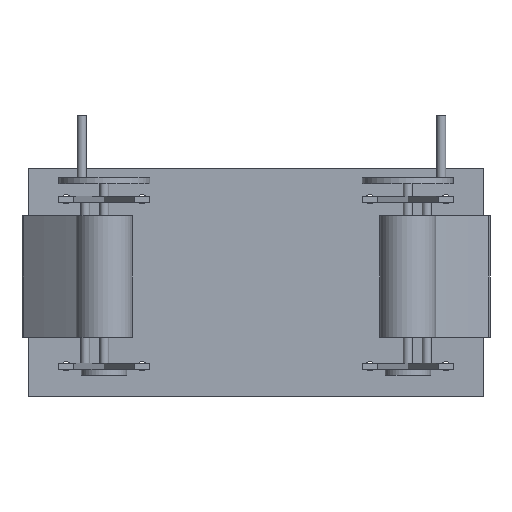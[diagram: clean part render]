
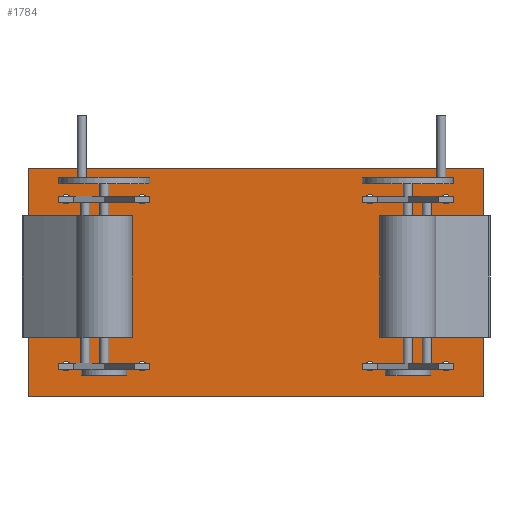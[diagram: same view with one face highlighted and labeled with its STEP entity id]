
A CAD part, front view. The second image highlights one B-rep face of the part: STEP entity #1784.
In plain terms, the highlighted planar face has unit normal (0, -1, 0).
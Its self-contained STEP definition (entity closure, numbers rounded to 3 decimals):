
#149=FACE_BOUND('',#368,.T.);
#150=FACE_BOUND('',#369,.T.);
#151=FACE_BOUND('',#370,.T.);
#152=FACE_BOUND('',#371,.T.);
#153=FACE_BOUND('',#372,.T.);
#154=FACE_BOUND('',#373,.T.);
#155=FACE_BOUND('',#374,.T.);
#156=FACE_BOUND('',#375,.T.);
#182=PLANE('',#2019);
#253=FACE_OUTER_BOUND('',#367,.T.);
#367=EDGE_LOOP('',(#1320,#1321,#1322,#1323));
#368=EDGE_LOOP('',(#1324));
#369=EDGE_LOOP('',(#1325));
#370=EDGE_LOOP('',(#1326));
#371=EDGE_LOOP('',(#1327));
#372=EDGE_LOOP('',(#1328));
#373=EDGE_LOOP('',(#1329));
#374=EDGE_LOOP('',(#1330));
#375=EDGE_LOOP('',(#1331));
#496=LINE('',#2849,#644);
#500=LINE('',#2857,#648);
#503=LINE('',#2863,#651);
#506=LINE('',#2868,#654);
#644=VECTOR('',#2270,10.);
#648=VECTOR('',#2276,10.);
#651=VECTOR('',#2281,10.);
#654=VECTOR('',#2286,10.);
#785=CIRCLE('',#1992,3.);
#787=CIRCLE('',#1995,3.);
#789=CIRCLE('',#1998,3.);
#791=CIRCLE('',#2001,3.);
#793=CIRCLE('',#2004,3.);
#795=CIRCLE('',#2007,3.);
#797=CIRCLE('',#2010,3.);
#799=CIRCLE('',#2013,3.);
#871=VERTEX_POINT('',#2801);
#873=VERTEX_POINT('',#2807);
#875=VERTEX_POINT('',#2813);
#877=VERTEX_POINT('',#2819);
#879=VERTEX_POINT('',#2825);
#881=VERTEX_POINT('',#2831);
#883=VERTEX_POINT('',#2837);
#885=VERTEX_POINT('',#2843);
#886=VERTEX_POINT('',#2847);
#887=VERTEX_POINT('',#2848);
#890=VERTEX_POINT('',#2856);
#892=VERTEX_POINT('',#2862);
#1028=EDGE_CURVE('',#871,#871,#785,.T.);
#1031=EDGE_CURVE('',#873,#873,#787,.T.);
#1034=EDGE_CURVE('',#875,#875,#789,.T.);
#1037=EDGE_CURVE('',#877,#877,#791,.T.);
#1040=EDGE_CURVE('',#879,#879,#793,.T.);
#1043=EDGE_CURVE('',#881,#881,#795,.T.);
#1046=EDGE_CURVE('',#883,#883,#797,.T.);
#1049=EDGE_CURVE('',#885,#885,#799,.T.);
#1050=EDGE_CURVE('',#886,#887,#496,.T.);
#1054=EDGE_CURVE('',#890,#886,#500,.T.);
#1057=EDGE_CURVE('',#892,#890,#503,.T.);
#1060=EDGE_CURVE('',#887,#892,#506,.T.);
#1320=ORIENTED_EDGE('',*,*,#1060,.F.);
#1321=ORIENTED_EDGE('',*,*,#1050,.F.);
#1322=ORIENTED_EDGE('',*,*,#1054,.F.);
#1323=ORIENTED_EDGE('',*,*,#1057,.F.);
#1324=ORIENTED_EDGE('',*,*,#1049,.F.);
#1325=ORIENTED_EDGE('',*,*,#1046,.F.);
#1326=ORIENTED_EDGE('',*,*,#1043,.F.);
#1327=ORIENTED_EDGE('',*,*,#1040,.F.);
#1328=ORIENTED_EDGE('',*,*,#1037,.F.);
#1329=ORIENTED_EDGE('',*,*,#1034,.F.);
#1330=ORIENTED_EDGE('',*,*,#1031,.F.);
#1331=ORIENTED_EDGE('',*,*,#1028,.F.);
#1784=ADVANCED_FACE('',(#253,#149,#150,#151,#152,#153,#154,#155,#156),#182,
 .F.);
#1992=AXIS2_PLACEMENT_3D('',#2803,#2217,#2218);
#1995=AXIS2_PLACEMENT_3D('',#2809,#2224,#2225);
#1998=AXIS2_PLACEMENT_3D('',#2815,#2231,#2232);
#2001=AXIS2_PLACEMENT_3D('',#2821,#2238,#2239);
#2004=AXIS2_PLACEMENT_3D('',#2827,#2245,#2246);
#2007=AXIS2_PLACEMENT_3D('',#2833,#2252,#2253);
#2010=AXIS2_PLACEMENT_3D('',#2839,#2259,#2260);
#2013=AXIS2_PLACEMENT_3D('',#2845,#2266,#2267);
#2019=AXIS2_PLACEMENT_3D('',#2871,#2290,#2291);
#2217=DIRECTION('center_axis',(0.,-1.,0.));
#2218=DIRECTION('ref_axis',(1.,0.,0.));
#2224=DIRECTION('center_axis',(0.,-1.,0.));
#2225=DIRECTION('ref_axis',(1.,0.,0.));
#2231=DIRECTION('center_axis',(0.,-1.,0.));
#2232=DIRECTION('ref_axis',(1.,0.,0.));
#2238=DIRECTION('center_axis',(0.,-1.,0.));
#2239=DIRECTION('ref_axis',(1.,0.,0.));
#2245=DIRECTION('center_axis',(0.,-1.,0.));
#2246=DIRECTION('ref_axis',(1.,0.,0.));
#2252=DIRECTION('center_axis',(0.,-1.,0.));
#2253=DIRECTION('ref_axis',(1.,0.,0.));
#2259=DIRECTION('center_axis',(0.,-1.,0.));
#2260=DIRECTION('ref_axis',(1.,0.,0.));
#2266=DIRECTION('center_axis',(0.,-1.,0.));
#2267=DIRECTION('ref_axis',(1.,0.,0.));
#2270=DIRECTION('',(-1.,0.,0.));
#2276=DIRECTION('',(0.,0.,-1.));
#2281=DIRECTION('',(1.,0.,0.));
#2286=DIRECTION('',(0.,0.,1.));
#2290=DIRECTION('center_axis',(0.,1.,0.));
#2291=DIRECTION('ref_axis',(1.,0.,0.));
#2801=CARTESIAN_POINT('',(72.,0.,-130.));
#2803=CARTESIAN_POINT('Origin',(75.,0.,-130.));
#2807=CARTESIAN_POINT('',(222.,0.,-130.));
#2809=CARTESIAN_POINT('Origin',(225.,0.,-130.));
#2813=CARTESIAN_POINT('',(272.,0.,-20.));
#2815=CARTESIAN_POINT('Origin',(275.,0.,-20.));
#2819=CARTESIAN_POINT('',(22.,0.,-20.));
#2821=CARTESIAN_POINT('Origin',(25.,0.,-20.));
#2825=CARTESIAN_POINT('',(272.,0.,-130.));
#2827=CARTESIAN_POINT('Origin',(275.,0.,-130.));
#2831=CARTESIAN_POINT('',(72.,0.,-20.));
#2833=CARTESIAN_POINT('Origin',(75.,0.,-20.));
#2837=CARTESIAN_POINT('',(222.,0.,-20.));
#2839=CARTESIAN_POINT('Origin',(225.,0.,-20.));
#2843=CARTESIAN_POINT('',(22.,0.,-130.));
#2845=CARTESIAN_POINT('Origin',(25.,0.,-130.));
#2847=CARTESIAN_POINT('',(300.,0.,-150.));
#2848=CARTESIAN_POINT('',(0.,0.,-150.));
#2849=CARTESIAN_POINT('',(300.,0.,-150.));
#2856=CARTESIAN_POINT('',(300.,0.,0.));
#2857=CARTESIAN_POINT('',(300.,0.,0.));
#2862=CARTESIAN_POINT('',(0.,0.,0.));
#2863=CARTESIAN_POINT('',(0.,0.,0.));
#2868=CARTESIAN_POINT('',(0.,0.,-150.));
#2871=CARTESIAN_POINT('Origin',(150.,0.,-75.));
